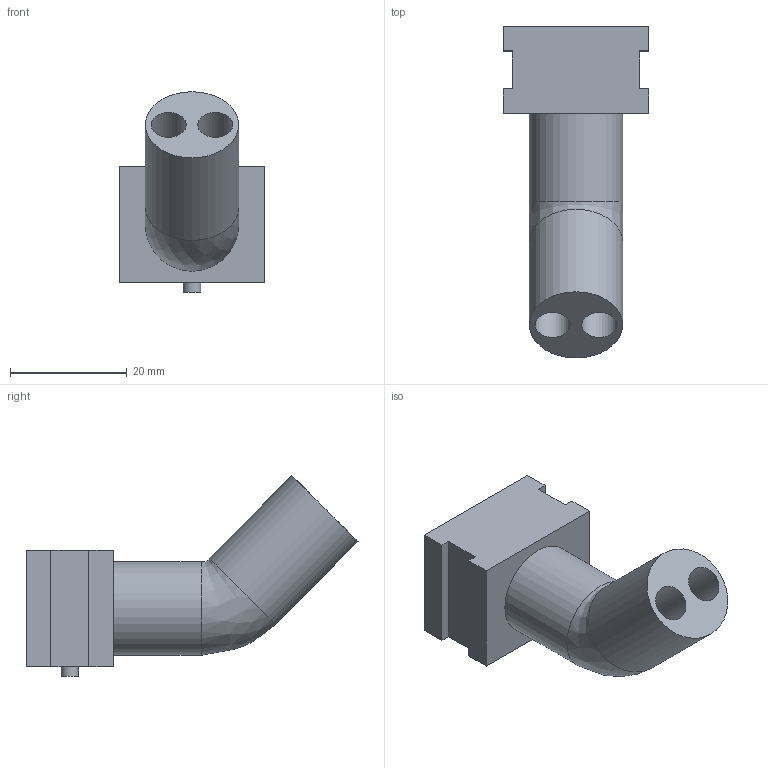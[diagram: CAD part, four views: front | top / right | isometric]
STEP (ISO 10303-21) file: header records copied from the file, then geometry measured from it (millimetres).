
FILE_DESCRIPTION(('FreeCAD Model'),'2;1');
FILE_NAME('Open CASCADE Shape Model','2021-06-06T11:03:58',('Author'),( ''),'Open CASCADE STEP processor 7.4','FreeCAD','Unknown');
FILE_SCHEMA(('AUTOMOTIVE_DESIGN_CC2 { 1 2 10303 214 -1 1 5 4 }'));
Length unit declared in the file: millimetre
Products named in the file (2): neck; neck001
Assembly tree (1 placements, depth 2):
  neck
    neck001
Bounding box: 25 x 56.87 x 34.33 mm (x, y, z)
Volume: 12440 mm3; surface area: 6673.5 mm2
Topology: 1 solids, 1 shells, 26 faces, 60 edges, 38 vertices
Faces by surface type: plane 16, cylinder 7, revolution 3
Full cylindrical faces by diameter (mm): 3 x1, 6 x4, 16 x2
Entity records: 791 total; most frequent: DIRECTION 134, CARTESIAN_POINT 131, ORIENTED_EDGE 120, EDGE_CURVE 60, AXIS2_PLACEMENT_3D 45, LINE 41, VECTOR 41, VERTEX_POINT 38
